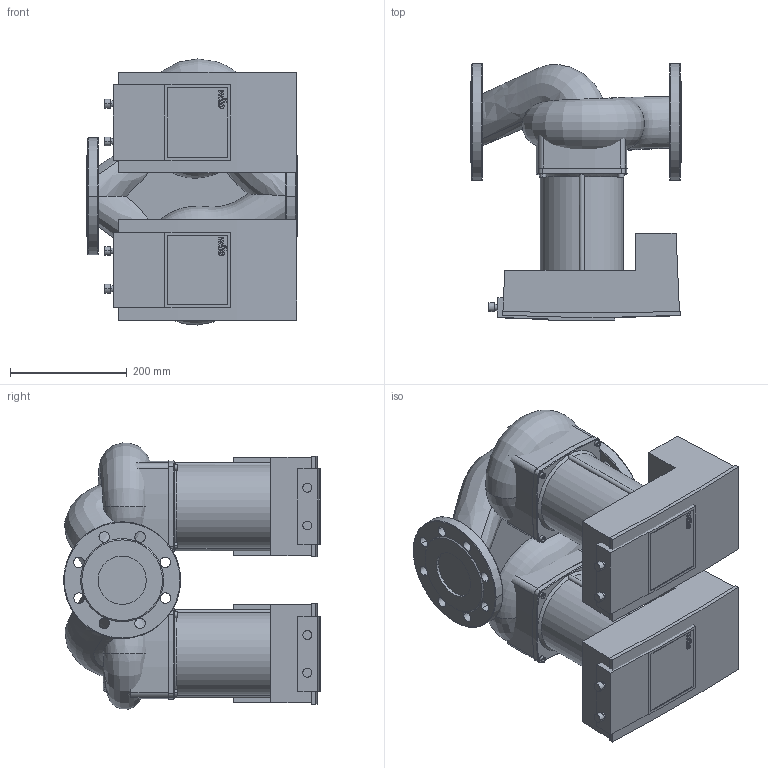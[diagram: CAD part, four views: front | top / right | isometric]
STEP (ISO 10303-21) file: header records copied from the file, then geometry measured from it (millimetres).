
FILE_DESCRIPTION((''),'2;1');
FILE_NAME('3d_YonosMAXO-D80_0_5-12-2120673.stp','2016-04-29T07:42:49',(''),(''),'Mechanical Desktop 2009','Mechanical Desktop 2009',', , ');
FILE_SCHEMA(('CONFIG_CONTROL_DESIGN'));
Length unit declared in the file: millimetre
Products named in the file (1): Product
Bounding box: 360 x 439 x 455.25 mm (x, y, z)
Volume: 28774941.5 mm3; surface area: 1485899.3 mm2
Topology: 19 solids, 19 shells, 464 faces, 1160 edges, 751 vertices
Faces by surface type: plane 210, cylinder 105, bspline 89, cone 38, torus 22
Entity records: 27996 total; most frequent: CARTESIAN_POINT 17069, ORIENTED_EDGE 2316, DIRECTION 2122, EDGE_CURVE 1158, AXIS2_PLACEMENT_3D 764, VERTEX_POINT 750, VECTOR 594, LINE 594
